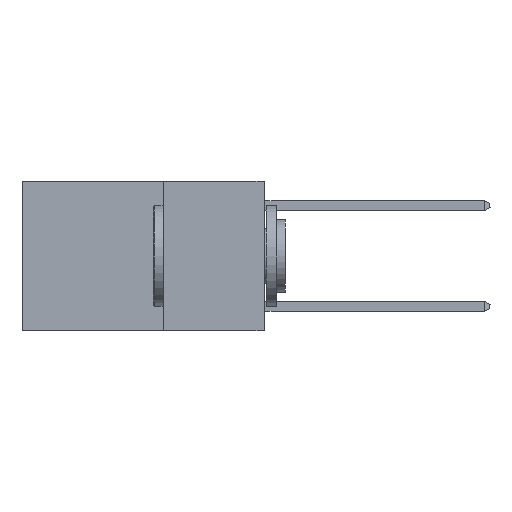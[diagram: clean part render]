
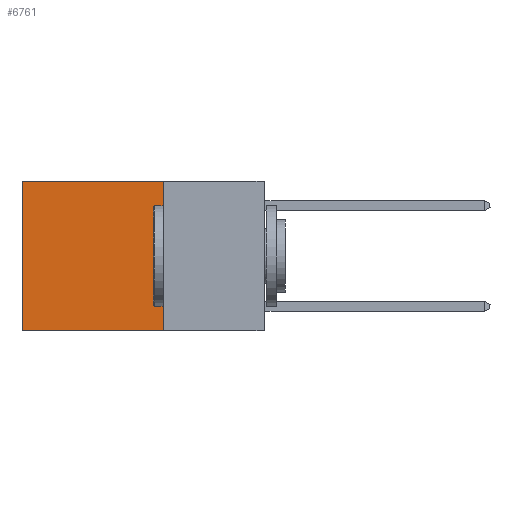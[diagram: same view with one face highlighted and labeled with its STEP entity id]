
A CAD part, left-side view. The second image highlights one B-rep face of the part: STEP entity #6761.
In plain terms, the highlighted planar face has unit normal (-1, 0, 0).
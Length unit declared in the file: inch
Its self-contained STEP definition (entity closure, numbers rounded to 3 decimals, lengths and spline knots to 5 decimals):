
#274 = FACE_OUTER_BOUND ( 'NONE', #362, .T. ) ;
#362 = EDGE_LOOP ( 'NONE', ( #2616, #4153, #12424, #12337 ) ) ;
#404 = CARTESIAN_POINT ( 'NONE',  ( 0.2625, 0.25, 0. ) ) ;
#566 = VERTEX_POINT ( 'NONE', #13213 ) ;
#756 = EDGE_CURVE ( 'NONE', #8127, #3115, #8547, .T. ) ;
#1142 = DIRECTION ( 'NONE',  ( 0., 1., 0. ) ) ;
#1149 = VECTOR ( 'NONE', #11575, 39.37008 ) ;
#2616 = ORIENTED_EDGE ( 'NONE', *, *, #7049, .T. ) ;
#3115 = VERTEX_POINT ( 'NONE', #10455 ) ;
#3188 = DIRECTION ( 'NONE',  ( 0., 0., -1. ) ) ;
#3253 = CARTESIAN_POINT ( 'NONE',  ( 0.2625, 0.6, 0. ) ) ;
#3428 = VECTOR ( 'NONE', #3188, 39.37008 ) ;
#3622 = AXIS2_PLACEMENT_3D ( 'NONE', #404, #4583, #6708 ) ;
#4153 = ORIENTED_EDGE ( 'NONE', *, *, #756, .F. ) ;
#4160 = EDGE_CURVE ( 'NONE', #6140, #8127, #10548, .T. ) ;
#4443 = PLANE ( 'NONE',  #3622 ) ;
#4454 = CARTESIAN_POINT ( 'NONE',  ( 0.2625, 0.25, 0. ) ) ;
#4583 = DIRECTION ( 'NONE',  ( 1., 0., 0. ) ) ;
#4601 = VECTOR ( 'NONE', #11718, 39.37008 ) ;
#5380 = CARTESIAN_POINT ( 'NONE',  ( 0.2625, 0.25, 0. ) ) ;
#5390 = VECTOR ( 'NONE', #1142, 39.37008 ) ;
#5449 = CARTESIAN_POINT ( 'NONE',  ( 0.2625, 0.25, -0.37 ) ) ;
#6140 = VERTEX_POINT ( 'NONE', #4454 ) ;
#6708 = DIRECTION ( 'NONE',  ( 0., 0., -1. ) ) ;
#6761 = ADVANCED_FACE ( 'NONE', ( #274 ), #4443, .F. ) ;
#7049 = EDGE_CURVE ( 'NONE', #566, #3115, #12398, .T. ) ;
#7107 = EDGE_CURVE ( 'NONE', #6140, #566, #12534, .T. ) ;
#8127 = VERTEX_POINT ( 'NONE', #5449 ) ;
#8547 = LINE ( 'NONE', #12594, #1149 ) ;
#10455 = CARTESIAN_POINT ( 'NONE',  ( 0.2625, 0.6, -0.37 ) ) ;
#10482 = CARTESIAN_POINT ( 'NONE',  ( 0.2625, 0.25, 0. ) ) ;
#10548 = LINE ( 'NONE', #5380, #4601 ) ;
#11575 = DIRECTION ( 'NONE',  ( 0., 1., 0. ) ) ;
#11718 = DIRECTION ( 'NONE',  ( 0., 0., -1. ) ) ;
#12337 = ORIENTED_EDGE ( 'NONE', *, *, #7107, .T. ) ;
#12398 = LINE ( 'NONE', #3253, #3428 ) ;
#12424 = ORIENTED_EDGE ( 'NONE', *, *, #4160, .F. ) ;
#12534 = LINE ( 'NONE', #10482, #5390 ) ;
#12594 = CARTESIAN_POINT ( 'NONE',  ( 0.2625, 0.25, -0.37 ) ) ;
#13213 = CARTESIAN_POINT ( 'NONE',  ( 0.2625, 0.6, 0. ) ) ;
